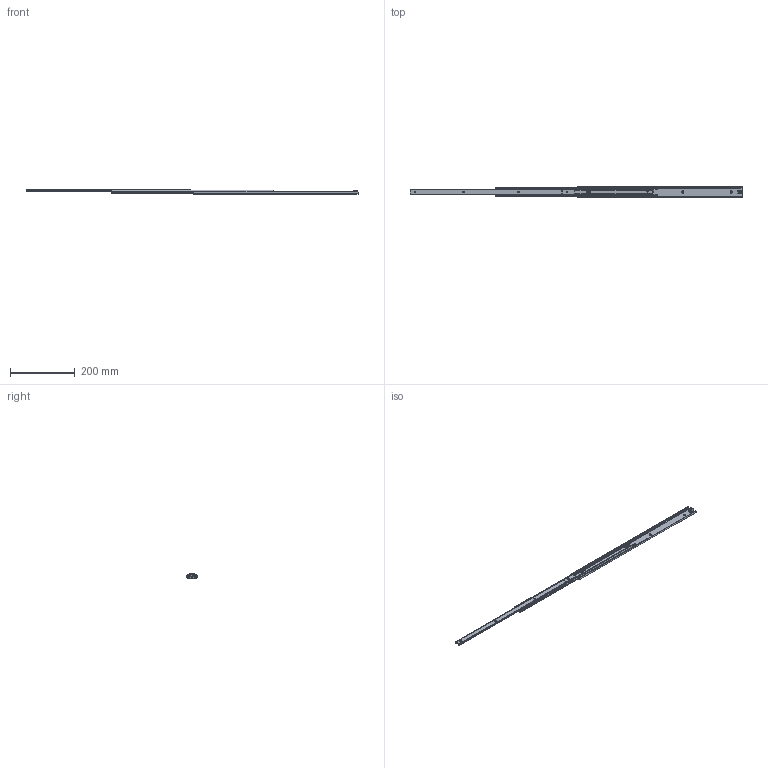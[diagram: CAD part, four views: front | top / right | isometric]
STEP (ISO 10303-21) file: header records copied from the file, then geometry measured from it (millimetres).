
FILE_DESCRIPTION (( 'STEP AP203' ), '1' );
FILE_NAME ('C351-20.STEP', '2021-03-22T02:06:55', ( '' ), ( '' ), 'SwSTEP 2.0', 'SolidWorks 2019', '' );
FILE_SCHEMA (( 'CONFIG_CONTROL_DESIGN' ));
Length unit declared in the file: millimetre
Products named in the file (6): C351-20 OM; PN32; C351-20; PN36; C351-20 CM; C351-20 IM
Assembly tree (5 placements, depth 2):
  C351-20
    C351-20 OM
    PN32
    C351-20 CM
    PN36
    C351-20 IM
Bounding box: 1024.29 x 35.3 x 13 mm (x, y, z)
Volume: 89043.1 mm3; surface area: 115464.1 mm2
Topology: 5 solids, 5 shells, 294 faces, 820 edges, 532 vertices
Faces by surface type: plane 146, cylinder 128, cone 18, torus 2
Entity records: 10310 total; most frequent: CARTESIAN_POINT 1922, DIRECTION 1650, ORIENTED_EDGE 1640, EDGE_CURVE 820, AXIS2_PLACEMENT_3D 576, VERTEX_POINT 532, VECTOR 498, LINE 498
